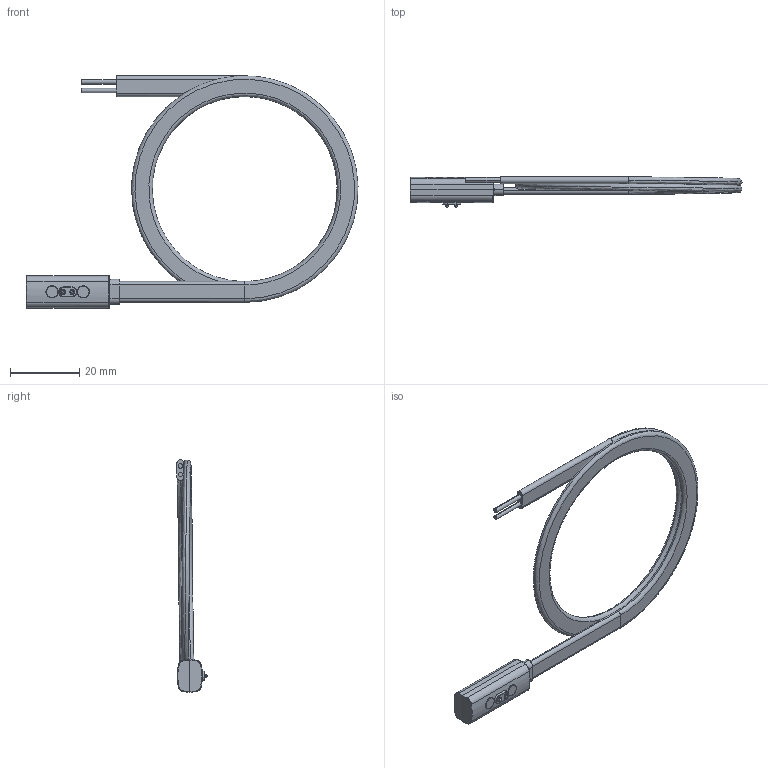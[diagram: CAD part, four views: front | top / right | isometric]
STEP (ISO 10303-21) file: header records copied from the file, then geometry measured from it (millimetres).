
FILE_DESCRIPTION (( 'STEP AP214' ), '1' );
FILE_NAME ('ChargingCableSA02.STEP', '2015-04-16T21:33:07', ( '' ), ( '' ), 'SwSTEP 2.0', 'SolidWorks 2013', '' );
FILE_SCHEMA (( 'AUTOMOTIVE_DESIGN' ));
Length unit declared in the file: millimetre
Products named in the file (1): ChargingCableSA02
Bounding box: 95.61 x 8.68 x 66.94 mm (x, y, z)
Volume: 5465.7 mm3; surface area: 5088.8 mm2
Topology: 1 solids, 1 shells, 221 faces, 571 edges, 360 vertices
Faces by surface type: bspline 78, cylinder 73, plane 48, torus 13, cone 7, sphere 2
Entity records: 11745 total; most frequent: CARTESIAN_POINT 4683, ORIENTED_EDGE 1130, DIRECTION 744, EDGE_CURVE 565, VERTEX_POINT 356, AXIS2_PLACEMENT_3D 283, EDGE_LOOP 233, UNCERTAINTY_MEASURE_WITH_UNIT 221
